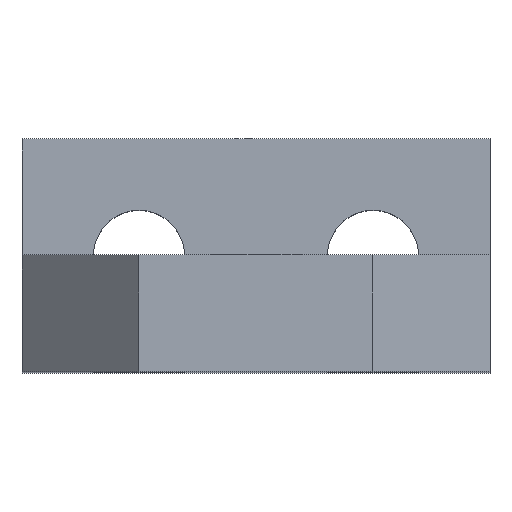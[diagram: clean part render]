
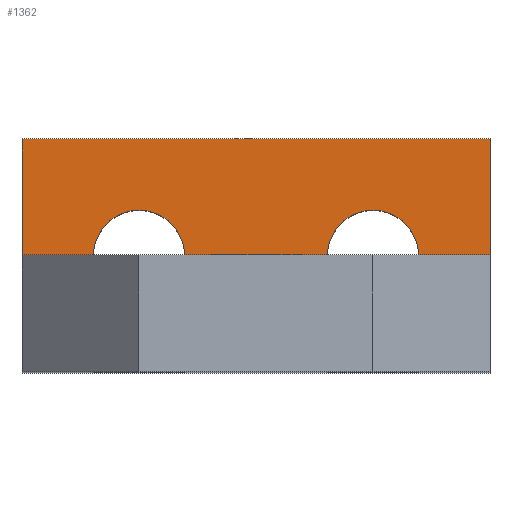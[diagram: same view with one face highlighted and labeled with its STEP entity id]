
A CAD part, top view. The second image highlights one B-rep face of the part: STEP entity #1362.
In plain terms, the highlighted planar face has unit normal (0, 0, 1).
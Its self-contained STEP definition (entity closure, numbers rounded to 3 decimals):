
#72 = PLANE('',#73);
#73 = AXIS2_PLACEMENT_3D('',#74,#75,#76);
#74 = CARTESIAN_POINT('',(20.,0.,0.));
#75 = DIRECTION('',(1.,0.,0.));
#76 = DIRECTION('',(0.,0.,1.));
#100 = PLANE('',#101);
#101 = AXIS2_PLACEMENT_3D('',#102,#103,#104);
#102 = CARTESIAN_POINT('',(0.,10.,0.));
#103 = DIRECTION('',(0.,1.,0.));
#104 = DIRECTION('',(0.,0.,1.));
#126 = PLANE('',#127);
#127 = AXIS2_PLACEMENT_3D('',#128,#129,#130);
#128 = CARTESIAN_POINT('',(0.,5.,30.));
#129 = DIRECTION('',(1.,0.,0.));
#130 = DIRECTION('',(0.,0.,-1.));
#157 = CYLINDRICAL_SURFACE('',#158,1.95);
#158 = AXIS2_PLACEMENT_3D('',#159,#160,#161);
#159 = CARTESIAN_POINT('',(5.,5.,0.));
#160 = DIRECTION('',(-0.,-0.,-1.));
#161 = DIRECTION('',(1.,0.,0.));
#188 = CYLINDRICAL_SURFACE('',#189,1.95);
#189 = AXIS2_PLACEMENT_3D('',#190,#191,#192);
#190 = CARTESIAN_POINT('',(15.,5.,0.));
#191 = DIRECTION('',(-0.,-0.,-1.));
#192 = DIRECTION('',(1.,0.,0.));
#510 = EDGE_CURVE('',#511,#513,#515,.T.);
#511 = VERTEX_POINT('',#512);
#512 = CARTESIAN_POINT('',(20.,5.,5.));
#513 = VERTEX_POINT('',#514);
#514 = CARTESIAN_POINT('',(20.,10.,5.));
#515 = SURFACE_CURVE('',#516,(#520,#527),.PCURVE_S1.);
#516 = LINE('',#517,#518);
#517 = CARTESIAN_POINT('',(20.,0.,5.));
#518 = VECTOR('',#519,1.);
#519 = DIRECTION('',(0.,1.,0.));
#520 = PCURVE('',#72,#521);
#521 = DEFINITIONAL_REPRESENTATION('',(#522),#526);
#522 = LINE('',#523,#524);
#523 = CARTESIAN_POINT('',(5.,0.));
#524 = VECTOR('',#525,1.);
#525 = DIRECTION('',(0.,-1.));
#526 = ( GEOMETRIC_REPRESENTATION_CONTEXT(2) 
PARAMETRIC_REPRESENTATION_CONTEXT() REPRESENTATION_CONTEXT('2D SPACE',''
  ) );
#527 = PCURVE('',#528,#533);
#528 = PLANE('',#529);
#529 = AXIS2_PLACEMENT_3D('',#530,#531,#532);
#530 = CARTESIAN_POINT('',(0.,0.,5.));
#531 = DIRECTION('',(0.,0.,1.));
#532 = DIRECTION('',(1.,0.,0.));
#533 = DEFINITIONAL_REPRESENTATION('',(#534),#538);
#534 = LINE('',#535,#536);
#535 = CARTESIAN_POINT('',(20.,0.));
#536 = VECTOR('',#537,1.);
#537 = DIRECTION('',(0.,1.));
#538 = ( GEOMETRIC_REPRESENTATION_CONTEXT(2) 
PARAMETRIC_REPRESENTATION_CONTEXT() REPRESENTATION_CONTEXT('2D SPACE',''
  ) );
#556 = PLANE('',#557);
#557 = AXIS2_PLACEMENT_3D('',#558,#559,#560);
#558 = CARTESIAN_POINT('',(10.,5.,16.416));
#559 = DIRECTION('',(0.,-1.,0.));
#560 = DIRECTION('',(1.,0.,0.));
#617 = VERTEX_POINT('',#618);
#618 = CARTESIAN_POINT('',(0.,10.,5.));
#639 = EDGE_CURVE('',#640,#617,#642,.T.);
#640 = VERTEX_POINT('',#641);
#641 = CARTESIAN_POINT('',(0.,5.,5.));
#642 = SURFACE_CURVE('',#643,(#647,#654),.PCURVE_S1.);
#643 = LINE('',#644,#645);
#644 = CARTESIAN_POINT('',(0.,0.,5.));
#645 = VECTOR('',#646,1.);
#646 = DIRECTION('',(0.,1.,0.));
#647 = PCURVE('',#126,#648);
#648 = DEFINITIONAL_REPRESENTATION('',(#649),#653);
#649 = LINE('',#650,#651);
#650 = CARTESIAN_POINT('',(25.,-5.));
#651 = VECTOR('',#652,1.);
#652 = DIRECTION('',(0.,1.));
#653 = ( GEOMETRIC_REPRESENTATION_CONTEXT(2) 
PARAMETRIC_REPRESENTATION_CONTEXT() REPRESENTATION_CONTEXT('2D SPACE',''
  ) );
#654 = PCURVE('',#528,#655);
#655 = DEFINITIONAL_REPRESENTATION('',(#656),#660);
#656 = LINE('',#657,#658);
#657 = CARTESIAN_POINT('',(0.,0.));
#658 = VECTOR('',#659,1.);
#659 = DIRECTION('',(0.,1.));
#660 = ( GEOMETRIC_REPRESENTATION_CONTEXT(2) 
PARAMETRIC_REPRESENTATION_CONTEXT() REPRESENTATION_CONTEXT('2D SPACE',''
  ) );
#712 = EDGE_CURVE('',#617,#513,#713,.T.);
#713 = SURFACE_CURVE('',#714,(#718,#725),.PCURVE_S1.);
#714 = LINE('',#715,#716);
#715 = CARTESIAN_POINT('',(0.,10.,5.));
#716 = VECTOR('',#717,1.);
#717 = DIRECTION('',(1.,0.,0.));
#718 = PCURVE('',#100,#719);
#719 = DEFINITIONAL_REPRESENTATION('',(#720),#724);
#720 = LINE('',#721,#722);
#721 = CARTESIAN_POINT('',(5.,0.));
#722 = VECTOR('',#723,1.);
#723 = DIRECTION('',(0.,1.));
#724 = ( GEOMETRIC_REPRESENTATION_CONTEXT(2) 
PARAMETRIC_REPRESENTATION_CONTEXT() REPRESENTATION_CONTEXT('2D SPACE',''
  ) );
#725 = PCURVE('',#528,#726);
#726 = DEFINITIONAL_REPRESENTATION('',(#727),#731);
#727 = LINE('',#728,#729);
#728 = CARTESIAN_POINT('',(0.,10.));
#729 = VECTOR('',#730,1.);
#730 = DIRECTION('',(1.,0.));
#731 = ( GEOMETRIC_REPRESENTATION_CONTEXT(2) 
PARAMETRIC_REPRESENTATION_CONTEXT() REPRESENTATION_CONTEXT('2D SPACE',''
  ) );
#739 = VERTEX_POINT('',#740);
#740 = CARTESIAN_POINT('',(6.95,5.,5.));
#761 = EDGE_CURVE('',#762,#739,#764,.T.);
#762 = VERTEX_POINT('',#763);
#763 = CARTESIAN_POINT('',(3.05,5.,5.));
#764 = SURFACE_CURVE('',#765,(#770,#777),.PCURVE_S1.);
#765 = CIRCLE('',#766,1.95);
#766 = AXIS2_PLACEMENT_3D('',#767,#768,#769);
#767 = CARTESIAN_POINT('',(5.,5.,5.));
#768 = DIRECTION('',(0.,0.,-1.));
#769 = DIRECTION('',(1.,0.,0.));
#770 = PCURVE('',#157,#771);
#771 = DEFINITIONAL_REPRESENTATION('',(#772),#776);
#772 = LINE('',#773,#774);
#773 = CARTESIAN_POINT('',(-6.283,-5.));
#774 = VECTOR('',#775,1.);
#775 = DIRECTION('',(1.,-0.));
#776 = ( GEOMETRIC_REPRESENTATION_CONTEXT(2) 
PARAMETRIC_REPRESENTATION_CONTEXT() REPRESENTATION_CONTEXT('2D SPACE',''
  ) );
#777 = PCURVE('',#528,#778);
#778 = DEFINITIONAL_REPRESENTATION('',(#779),#787);
#779 = ( BOUNDED_CURVE() B_SPLINE_CURVE(2,(#780,#781,#782,#783,#784,#785
,#786),.UNSPECIFIED.,.T.,.F.) B_SPLINE_CURVE_WITH_KNOTS((1,2,2,2,2,1),(
    -2.094,0.,2.094,4.189,6.283,
8.378),.UNSPECIFIED.) CURVE() GEOMETRIC_REPRESENTATION_ITEM() 
RATIONAL_B_SPLINE_CURVE((1.,0.5,1.,0.5,1.,0.5,1.)) REPRESENTATION_ITEM(
  '') );
#780 = CARTESIAN_POINT('',(6.95,5.));
#781 = CARTESIAN_POINT('',(6.95,1.623));
#782 = CARTESIAN_POINT('',(4.025,3.311));
#783 = CARTESIAN_POINT('',(1.1,5.));
#784 = CARTESIAN_POINT('',(4.025,6.689));
#785 = CARTESIAN_POINT('',(6.95,8.377));
#786 = CARTESIAN_POINT('',(6.95,5.));
#787 = ( GEOMETRIC_REPRESENTATION_CONTEXT(2) 
PARAMETRIC_REPRESENTATION_CONTEXT() REPRESENTATION_CONTEXT('2D SPACE',''
  ) );
#866 = VERTEX_POINT('',#867);
#867 = CARTESIAN_POINT('',(16.95,5.,5.));
#888 = EDGE_CURVE('',#889,#866,#891,.T.);
#889 = VERTEX_POINT('',#890);
#890 = CARTESIAN_POINT('',(13.05,5.,5.));
#891 = SURFACE_CURVE('',#892,(#897,#904),.PCURVE_S1.);
#892 = CIRCLE('',#893,1.95);
#893 = AXIS2_PLACEMENT_3D('',#894,#895,#896);
#894 = CARTESIAN_POINT('',(15.,5.,5.));
#895 = DIRECTION('',(0.,0.,-1.));
#896 = DIRECTION('',(1.,0.,0.));
#897 = PCURVE('',#188,#898);
#898 = DEFINITIONAL_REPRESENTATION('',(#899),#903);
#899 = LINE('',#900,#901);
#900 = CARTESIAN_POINT('',(-6.283,-5.));
#901 = VECTOR('',#902,1.);
#902 = DIRECTION('',(1.,-0.));
#903 = ( GEOMETRIC_REPRESENTATION_CONTEXT(2) 
PARAMETRIC_REPRESENTATION_CONTEXT() REPRESENTATION_CONTEXT('2D SPACE',''
  ) );
#904 = PCURVE('',#528,#905);
#905 = DEFINITIONAL_REPRESENTATION('',(#906),#914);
#906 = ( BOUNDED_CURVE() B_SPLINE_CURVE(2,(#907,#908,#909,#910,#911,#912
,#913),.UNSPECIFIED.,.T.,.F.) B_SPLINE_CURVE_WITH_KNOTS((1,2,2,2,2,1),(
    -2.094,0.,2.094,4.189,6.283,
8.378),.UNSPECIFIED.) CURVE() GEOMETRIC_REPRESENTATION_ITEM() 
RATIONAL_B_SPLINE_CURVE((1.,0.5,1.,0.5,1.,0.5,1.)) REPRESENTATION_ITEM(
  '') );
#907 = CARTESIAN_POINT('',(16.95,5.));
#908 = CARTESIAN_POINT('',(16.95,1.623));
#909 = CARTESIAN_POINT('',(14.025,3.311));
#910 = CARTESIAN_POINT('',(11.1,5.));
#911 = CARTESIAN_POINT('',(14.025,6.689));
#912 = CARTESIAN_POINT('',(16.95,8.377));
#913 = CARTESIAN_POINT('',(16.95,5.));
#914 = ( GEOMETRIC_REPRESENTATION_CONTEXT(2) 
PARAMETRIC_REPRESENTATION_CONTEXT() REPRESENTATION_CONTEXT('2D SPACE',''
  ) );
#1362 = ADVANCED_FACE('',(#1363),#528,.T.);
#1363 = FACE_BOUND('',#1364,.T.);
#1364 = EDGE_LOOP('',(#1365,#1366,#1385,#1386,#1405,#1406,#1425,#1426));
#1365 = ORIENTED_EDGE('',*,*,#639,.F.);
#1366 = ORIENTED_EDGE('',*,*,#1367,.F.);
#1367 = EDGE_CURVE('',#762,#640,#1368,.T.);
#1368 = SURFACE_CURVE('',#1369,(#1373,#1379),.PCURVE_S1.);
#1369 = LINE('',#1370,#1371);
#1370 = CARTESIAN_POINT('',(5.,5.,5.));
#1371 = VECTOR('',#1372,1.);
#1372 = DIRECTION('',(-1.,0.,0.));
#1373 = PCURVE('',#528,#1374);
#1374 = DEFINITIONAL_REPRESENTATION('',(#1375),#1378);
#1375 = B_SPLINE_CURVE_WITH_KNOTS('',1,(#1376,#1377),.UNSPECIFIED.,.F.,
  .F.,(2,2),(-15.,5.),.PIECEWISE_BEZIER_KNOTS.);
#1376 = CARTESIAN_POINT('',(20.,5.));
#1377 = CARTESIAN_POINT('',(0.,5.));
#1378 = ( GEOMETRIC_REPRESENTATION_CONTEXT(2) 
PARAMETRIC_REPRESENTATION_CONTEXT() REPRESENTATION_CONTEXT('2D SPACE',''
  ) );
#1379 = PCURVE('',#556,#1380);
#1380 = DEFINITIONAL_REPRESENTATION('',(#1381),#1384);
#1381 = B_SPLINE_CURVE_WITH_KNOTS('',1,(#1382,#1383),.UNSPECIFIED.,.F.,
  .F.,(2,2),(-15.,5.),.PIECEWISE_BEZIER_KNOTS.);
#1382 = CARTESIAN_POINT('',(10.,-11.416));
#1383 = CARTESIAN_POINT('',(-10.,-11.416));
#1384 = ( GEOMETRIC_REPRESENTATION_CONTEXT(2) 
PARAMETRIC_REPRESENTATION_CONTEXT() REPRESENTATION_CONTEXT('2D SPACE',''
  ) );
#1385 = ORIENTED_EDGE('',*,*,#761,.T.);
#1386 = ORIENTED_EDGE('',*,*,#1387,.F.);
#1387 = EDGE_CURVE('',#889,#739,#1388,.T.);
#1388 = SURFACE_CURVE('',#1389,(#1393,#1399),.PCURVE_S1.);
#1389 = LINE('',#1390,#1391);
#1390 = CARTESIAN_POINT('',(5.,5.,5.));
#1391 = VECTOR('',#1392,1.);
#1392 = DIRECTION('',(-1.,0.,0.));
#1393 = PCURVE('',#528,#1394);
#1394 = DEFINITIONAL_REPRESENTATION('',(#1395),#1398);
#1395 = B_SPLINE_CURVE_WITH_KNOTS('',1,(#1396,#1397),.UNSPECIFIED.,.F.,
  .F.,(2,2),(-15.,5.),.PIECEWISE_BEZIER_KNOTS.);
#1396 = CARTESIAN_POINT('',(20.,5.));
#1397 = CARTESIAN_POINT('',(0.,5.));
#1398 = ( GEOMETRIC_REPRESENTATION_CONTEXT(2) 
PARAMETRIC_REPRESENTATION_CONTEXT() REPRESENTATION_CONTEXT('2D SPACE',''
  ) );
#1399 = PCURVE('',#556,#1400);
#1400 = DEFINITIONAL_REPRESENTATION('',(#1401),#1404);
#1401 = B_SPLINE_CURVE_WITH_KNOTS('',1,(#1402,#1403),.UNSPECIFIED.,.F.,
  .F.,(2,2),(-15.,5.),.PIECEWISE_BEZIER_KNOTS.);
#1402 = CARTESIAN_POINT('',(10.,-11.416));
#1403 = CARTESIAN_POINT('',(-10.,-11.416));
#1404 = ( GEOMETRIC_REPRESENTATION_CONTEXT(2) 
PARAMETRIC_REPRESENTATION_CONTEXT() REPRESENTATION_CONTEXT('2D SPACE',''
  ) );
#1405 = ORIENTED_EDGE('',*,*,#888,.T.);
#1406 = ORIENTED_EDGE('',*,*,#1407,.F.);
#1407 = EDGE_CURVE('',#511,#866,#1408,.T.);
#1408 = SURFACE_CURVE('',#1409,(#1413,#1419),.PCURVE_S1.);
#1409 = LINE('',#1410,#1411);
#1410 = CARTESIAN_POINT('',(5.,5.,5.));
#1411 = VECTOR('',#1412,1.);
#1412 = DIRECTION('',(-1.,0.,0.));
#1413 = PCURVE('',#528,#1414);
#1414 = DEFINITIONAL_REPRESENTATION('',(#1415),#1418);
#1415 = B_SPLINE_CURVE_WITH_KNOTS('',1,(#1416,#1417),.UNSPECIFIED.,.F.,
  .F.,(2,2),(-15.,5.),.PIECEWISE_BEZIER_KNOTS.);
#1416 = CARTESIAN_POINT('',(20.,5.));
#1417 = CARTESIAN_POINT('',(0.,5.));
#1418 = ( GEOMETRIC_REPRESENTATION_CONTEXT(2) 
PARAMETRIC_REPRESENTATION_CONTEXT() REPRESENTATION_CONTEXT('2D SPACE',''
  ) );
#1419 = PCURVE('',#556,#1420);
#1420 = DEFINITIONAL_REPRESENTATION('',(#1421),#1424);
#1421 = B_SPLINE_CURVE_WITH_KNOTS('',1,(#1422,#1423),.UNSPECIFIED.,.F.,
  .F.,(2,2),(-15.,5.),.PIECEWISE_BEZIER_KNOTS.);
#1422 = CARTESIAN_POINT('',(10.,-11.416));
#1423 = CARTESIAN_POINT('',(-10.,-11.416));
#1424 = ( GEOMETRIC_REPRESENTATION_CONTEXT(2) 
PARAMETRIC_REPRESENTATION_CONTEXT() REPRESENTATION_CONTEXT('2D SPACE',''
  ) );
#1425 = ORIENTED_EDGE('',*,*,#510,.T.);
#1426 = ORIENTED_EDGE('',*,*,#712,.F.);
